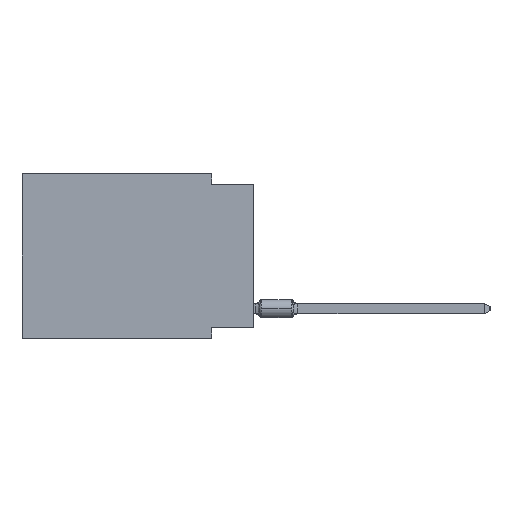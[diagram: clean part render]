
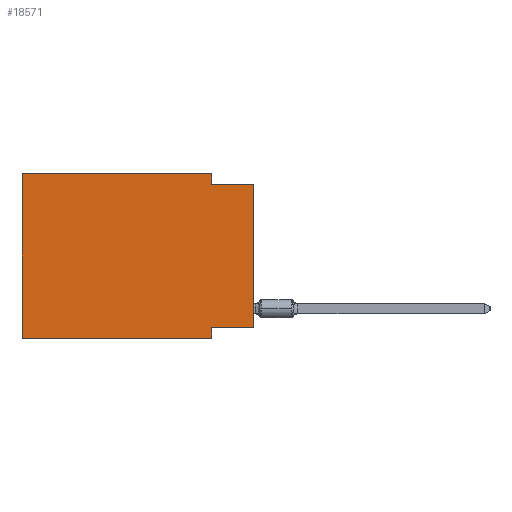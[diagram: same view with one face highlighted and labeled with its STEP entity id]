
A CAD part, left-side view. The second image highlights one B-rep face of the part: STEP entity #18571.
In plain terms, the highlighted planar face has unit normal (-1, 0, 0).
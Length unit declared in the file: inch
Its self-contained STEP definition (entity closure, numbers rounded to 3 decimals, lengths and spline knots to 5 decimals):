
#107 = CARTESIAN_POINT ( 'NONE',  ( 0., 0., -0.365 ) ) ;
#429 = EDGE_CURVE ( 'NONE', #17417, #9146, #34646, .T. ) ;
#829 = DIRECTION ( 'NONE',  ( 1., 0., 0. ) ) ;
#2039 = LINE ( 'NONE', #8941, #12742 ) ;
#2058 = VECTOR ( 'NONE', #4560, 39.37008 ) ;
#2919 = LINE ( 'NONE', #27915, #36240 ) ;
#2934 = ORIENTED_EDGE ( 'NONE', *, *, #16875, .T. ) ;
#2955 = CARTESIAN_POINT ( 'NONE',  ( 0., 0., -0.365 ) ) ;
#4479 = LINE ( 'NONE', #19722, #27207 ) ;
#4560 = DIRECTION ( 'NONE',  ( 0., 0., -1. ) ) ;
#4729 = CARTESIAN_POINT ( 'NONE',  ( 0., 0.1, 0. ) ) ;
#5532 = VECTOR ( 'NONE', #14512, 39.37008 ) ;
#6205 = EDGE_CURVE ( 'NONE', #34498, #31500, #6576, .T. ) ;
#6556 = DIRECTION ( 'NONE',  ( 0., 0., 1. ) ) ;
#6576 = LINE ( 'NONE', #107, #19356 ) ;
#6785 = EDGE_CURVE ( 'NONE', #9146, #33163, #4479, .T. ) ;
#6787 = DIRECTION ( 'NONE',  ( 0., -1., 0. ) ) ;
#7100 = DIRECTION ( 'NONE',  ( 0., 0., -1. ) ) ;
#7160 = VERTEX_POINT ( 'NONE', #23084 ) ;
#7735 = CARTESIAN_POINT ( 'NONE',  ( 0., 0.55, -0.39 ) ) ;
#7808 = CARTESIAN_POINT ( 'NONE',  ( 0., 0., -0.025 ) ) ;
#8941 = CARTESIAN_POINT ( 'NONE',  ( 0., 0.55, 0. ) ) ;
#9146 = VERTEX_POINT ( 'NONE', #4729 ) ;
#10819 = ORIENTED_EDGE ( 'NONE', *, *, #26323, .F. ) ;
#12653 = DIRECTION ( 'NONE',  ( 0., -1., 0. ) ) ;
#12742 = VECTOR ( 'NONE', #30510, 39.37008 ) ;
#12806 = FACE_OUTER_BOUND ( 'NONE', #19282, .T. ) ;
#13503 = CARTESIAN_POINT ( 'NONE',  ( 0., 0.1, -0.39 ) ) ;
#14512 = DIRECTION ( 'NONE',  ( 0., -1., 0. ) ) ;
#16765 = VECTOR ( 'NONE', #6556, 39.37008 ) ;
#16829 = EDGE_CURVE ( 'NONE', #34498, #25564, #21808, .T. ) ;
#16875 = EDGE_CURVE ( 'NONE', #26522, #7160, #2919, .T. ) ;
#17417 = VERTEX_POINT ( 'NONE', #19444 ) ;
#18494 = ORIENTED_EDGE ( 'NONE', *, *, #20892, .F. ) ;
#18571 = ADVANCED_FACE ( 'NONE', ( #12806 ), #34574, .F. ) ;
#18660 = ORIENTED_EDGE ( 'NONE', *, *, #16829, .T. ) ;
#19282 = EDGE_LOOP ( 'NONE', ( #18660, #10819, #39210, #34924, #25358, #2934, #18494, #24154 ) ) ;
#19356 = VECTOR ( 'NONE', #31199, 39.37008 ) ;
#19444 = CARTESIAN_POINT ( 'NONE',  ( 0., 0.55, 0. ) ) ;
#19722 = CARTESIAN_POINT ( 'NONE',  ( 0., 0.1, 0. ) ) ;
#20008 = LINE ( 'NONE', #13503, #2058 ) ;
#20892 = EDGE_CURVE ( 'NONE', #31500, #7160, #20008, .T. ) ;
#21808 = LINE ( 'NONE', #34410, #16765 ) ;
#22633 = CARTESIAN_POINT ( 'NONE',  ( 0., 0.55, 0. ) ) ;
#23084 = CARTESIAN_POINT ( 'NONE',  ( 0., 0.1, -0.39 ) ) ;
#24154 = ORIENTED_EDGE ( 'NONE', *, *, #6205, .F. ) ;
#25358 = ORIENTED_EDGE ( 'NONE', *, *, #28004, .F. ) ;
#25564 = VERTEX_POINT ( 'NONE', #26854 ) ;
#26323 = EDGE_CURVE ( 'NONE', #33163, #25564, #29978, .T. ) ;
#26522 = VERTEX_POINT ( 'NONE', #7735 ) ;
#26854 = CARTESIAN_POINT ( 'NONE',  ( 0., 0., -0.025 ) ) ;
#27207 = VECTOR ( 'NONE', #38638, 39.37008 ) ;
#27915 = CARTESIAN_POINT ( 'NONE',  ( 0., 0.55, -0.39 ) ) ;
#28004 = EDGE_CURVE ( 'NONE', #26522, #17417, #2039, .T. ) ;
#29978 = LINE ( 'NONE', #7808, #5532 ) ;
#30047 = CARTESIAN_POINT ( 'NONE',  ( 0., 0.1, -0.025 ) ) ;
#30510 = DIRECTION ( 'NONE',  ( 0., 0., 1. ) ) ;
#30588 = VECTOR ( 'NONE', #6787, 39.37008 ) ;
#31199 = DIRECTION ( 'NONE',  ( 0., 1., 0. ) ) ;
#31500 = VERTEX_POINT ( 'NONE', #36787 ) ;
#33163 = VERTEX_POINT ( 'NONE', #30047 ) ;
#33759 = AXIS2_PLACEMENT_3D ( 'NONE', #38415, #829, #7100 ) ;
#34410 = CARTESIAN_POINT ( 'NONE',  ( 0., 0., 0. ) ) ;
#34498 = VERTEX_POINT ( 'NONE', #2955 ) ;
#34574 = PLANE ( 'NONE',  #33759 ) ;
#34646 = LINE ( 'NONE', #22633, #30588 ) ;
#34924 = ORIENTED_EDGE ( 'NONE', *, *, #429, .F. ) ;
#36240 = VECTOR ( 'NONE', #12653, 39.37008 ) ;
#36787 = CARTESIAN_POINT ( 'NONE',  ( 0., 0.1, -0.365 ) ) ;
#38415 = CARTESIAN_POINT ( 'NONE',  ( 0., 0.55, 0. ) ) ;
#38638 = DIRECTION ( 'NONE',  ( 0., 0., -1. ) ) ;
#39210 = ORIENTED_EDGE ( 'NONE', *, *, #6785, .F. ) ;
